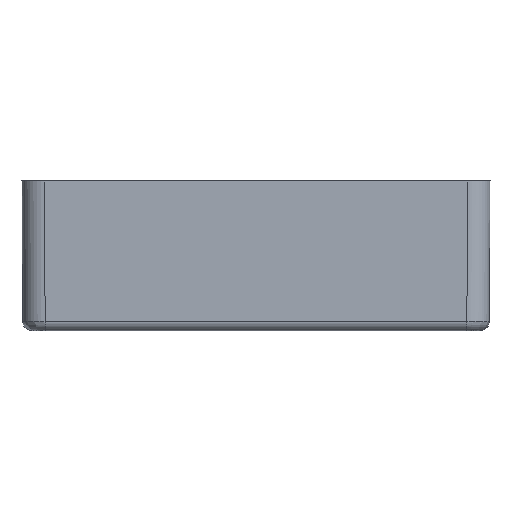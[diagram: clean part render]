
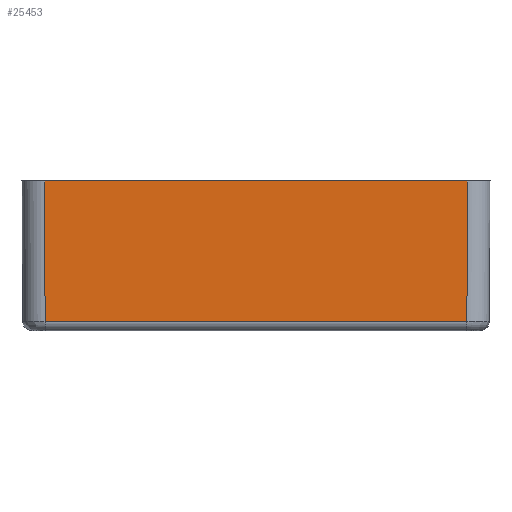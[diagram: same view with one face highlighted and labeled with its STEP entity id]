
A CAD part, front view. The second image highlights one B-rep face of the part: STEP entity #25453.
In plain terms, the highlighted planar face has unit normal (0, -1, -0.004).
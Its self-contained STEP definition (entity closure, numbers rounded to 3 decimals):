
#1387=CARTESIAN_POINT('',(42.3,-60.25,0.0));
#1388=VERTEX_POINT('',#1387);
#1438=CARTESIAN_POINT('',(-42.3,-60.25,0.0));
#1439=VERTEX_POINT('',#1438);
#1447=CARTESIAN_POINT('',(42.3,-60.25,0.0));
#1448=DIRECTION('',(-1.0,0.0,0.0));
#1449=VECTOR('',#1448,84.6);
#1450=LINE('',#1447,#1449);
#1451=EDGE_CURVE('',#1388,#1439,#1450,.T.);
#25000=CARTESIAN_POINT('',(42.178,-60.128,-28.009));
#25001=VERTEX_POINT('',#25000);
#25134=CARTESIAN_POINT('',(-42.178,-60.128,-28.009));
#25135=VERTEX_POINT('',#25134);
#25152=CARTESIAN_POINT('',(42.178,-60.128,-28.009));
#25153=DIRECTION('',(-1.0,0.0,0.0));
#25154=VECTOR('',#25153,84.356);
#25155=LINE('',#25152,#25154);
#25156=EDGE_CURVE('',#25001,#25135,#25155,.T.);
#25421=CARTESIAN_POINT('',(-42.178,-60.128,-28.009));
#25422=DIRECTION('',(-0.004,-0.004,1.));
#25423=VECTOR('',#25422,28.009);
#25424=LINE('',#25421,#25423);
#25425=EDGE_CURVE('',#25135,#1439,#25424,.T.);
#25437=CARTESIAN_POINT('',(-46.8,-60.25,0.0));
#25438=DIRECTION('',(0.0,-1.,-0.004));
#25439=DIRECTION('',(-1.0,0.0,0.0));
#25440=AXIS2_PLACEMENT_3D('',#25437,#25438,#25439);
#25441=PLANE('',#25440);
#25442=ORIENTED_EDGE('',*,*,#25156,.F.);
#25443=CARTESIAN_POINT('',(42.3,-60.25,0.0));
#25444=DIRECTION('',(-0.004,0.004,-1.));
#25445=VECTOR('',#25444,28.009);
#25446=LINE('',#25443,#25445);
#25447=EDGE_CURVE('',#1388,#25001,#25446,.T.);
#25448=ORIENTED_EDGE('',*,*,#25447,.F.);
#25449=ORIENTED_EDGE('',*,*,#1451,.T.);
#25450=ORIENTED_EDGE('',*,*,#25425,.F.);
#25451=EDGE_LOOP('',(#25442,#25448,#25449,#25450));
#25452=FACE_OUTER_BOUND('',#25451,.T.);
#25453=ADVANCED_FACE('',(#25452),#25441,.T.);
